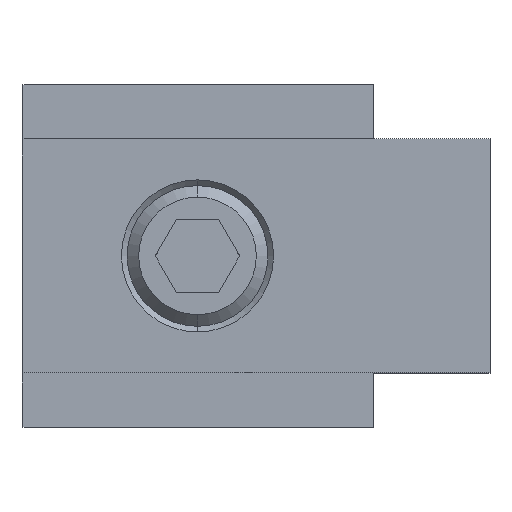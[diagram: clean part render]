
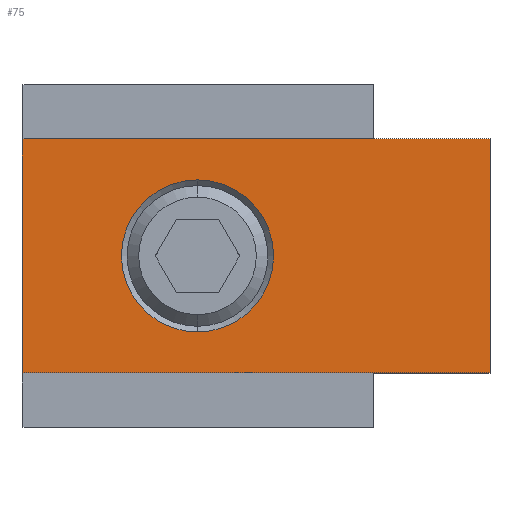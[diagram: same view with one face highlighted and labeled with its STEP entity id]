
A CAD part, top view. The second image highlights one B-rep face of the part: STEP entity #75.
In plain terms, the highlighted planar face has unit normal (0, 0, 1).
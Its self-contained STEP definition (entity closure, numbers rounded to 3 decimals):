
#75=ADVANCED_FACE('',(#172,#173),#174,.T.);
#172=FACE_OUTER_BOUND('',#290,.T.);
#173=FACE_BOUND('',#291,.T.);
#174=PLANE('',#292);
#290=EDGE_LOOP('',(#442,#443,#444,#445));
#291=EDGE_LOOP('',(#446,#447));
#292=AXIS2_PLACEMENT_3D('',#448,#449,#450);
#442=ORIENTED_EDGE('',*,*,#744,.T.);
#443=ORIENTED_EDGE('',*,*,#745,.F.);
#444=ORIENTED_EDGE('',*,*,#746,.F.);
#445=ORIENTED_EDGE('',*,*,#747,.T.);
#446=ORIENTED_EDGE('',*,*,#742,.F.);
#447=ORIENTED_EDGE('',*,*,#728,.F.);
#448=CARTESIAN_POINT('',(-6.,-4.,-1.2));
#449=DIRECTION('',(0.0,0.0,1.0));
#450=DIRECTION('',(1.0,-0.0,0.0));
#728=EDGE_CURVE('',#868,#870,#871,.T.);
#742=EDGE_CURVE('',#870,#868,#891,.T.);
#744=EDGE_CURVE('',#893,#894,#895,.T.);
#745=EDGE_CURVE('',#896,#894,#897,.T.);
#746=EDGE_CURVE('',#898,#896,#899,.T.);
#747=EDGE_CURVE('',#898,#893,#900,.T.);
#868=VERTEX_POINT('',#1063);
#870=VERTEX_POINT('',#1066);
#871=CIRCLE('',#1067,2.6);
#891=CIRCLE('',#1095,2.6);
#893=VERTEX_POINT('',#1097);
#894=VERTEX_POINT('',#1098);
#895=LINE('',#1099,#1100);
#896=VERTEX_POINT('',#1101);
#897=LINE('',#1102,#1103);
#898=VERTEX_POINT('',#1104);
#899=LINE('',#1105,#1106);
#900=LINE('',#1107,#1108);
#1063=CARTESIAN_POINT('',(0.,-2.6,-1.2));
#1066=CARTESIAN_POINT('',(0.,2.6,-1.2));
#1067=AXIS2_PLACEMENT_3D('',#1323,#1324,#1325);
#1095=AXIS2_PLACEMENT_3D('',#1340,#1341,#1342);
#1097=CARTESIAN_POINT('',(10.0,-4.,-1.2));
#1098=CARTESIAN_POINT('',(10.0,4.,-1.2));
#1099=CARTESIAN_POINT('',(10.0,-4.,-1.2));
#1100=VECTOR('',#1343,8.0);
#1101=CARTESIAN_POINT('',(-6.,4.,-1.2));
#1102=CARTESIAN_POINT('',(-6.,4.,-1.2));
#1103=VECTOR('',#1344,16.0);
#1104=CARTESIAN_POINT('',(-6.,-4.,-1.2));
#1105=CARTESIAN_POINT('',(-6.,-4.,-1.2));
#1106=VECTOR('',#1345,8.0);
#1107=CARTESIAN_POINT('',(-6.,-4.,-1.2));
#1108=VECTOR('',#1346,16.0);
#1323=CARTESIAN_POINT('',(0.,0.,-1.2));
#1324=DIRECTION('',(0.0,0.0,1.0));
#1325=DIRECTION('',(0.0,-1.0,0.0));
#1340=CARTESIAN_POINT('',(0.,0.,-1.2));
#1341=DIRECTION('',(0.0,0.0,1.0));
#1342=DIRECTION('',(0.0,-1.0,0.0));
#1343=DIRECTION('',(0.0,1.0,0.0));
#1344=DIRECTION('',(1.0,0.0,0.0));
#1345=DIRECTION('',(0.0,1.0,0.0));
#1346=DIRECTION('',(1.0,0.0,0.0));
